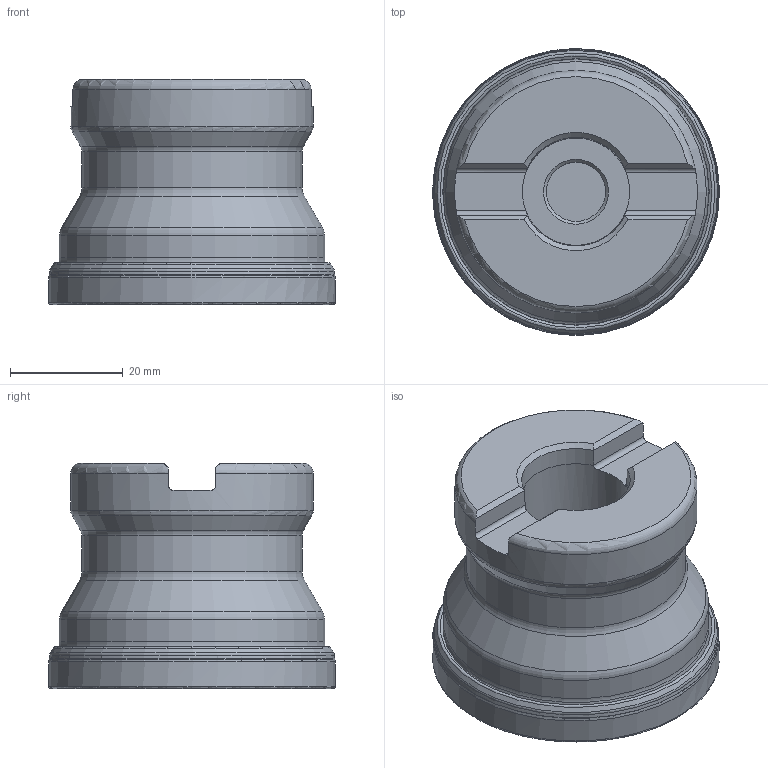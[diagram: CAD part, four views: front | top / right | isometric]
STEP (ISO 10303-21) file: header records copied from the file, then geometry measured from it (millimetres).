
FILE_DESCRIPTION(/* description */ (''),/* implementation_level */ '2;1');
FILE_NAME(/* name */ '17001181.stp',/* time_stamp */ '2024-04-24T14:03:03+09:00',/* author */ (''),/* organization */ (''),/* preprocessor_version */ 'ST-DEVELOPER v16',/* originating_system */ 'SIEMENS PLM Software NX 10.0',/* authorisation */ '');
FILE_SCHEMA (('AP203_CONFIGURATION_CONTROLLED_3D_DESIGN_OF_MECHANICAL_PARTS_AND_ASSEMBLIES_MIM_LF { 1 0 10303 403 2 1 2}'));
Length unit declared in the file: millimetre
Products named in the file (1): 102246548C39fkhm
Bounding box: 50.8 x 50.8 x 39.88 mm (x, y, z)
Volume: 53291.7 mm3; surface area: 16212 mm2
Topology: 2 solids, 2 shells, 75 faces, 215 edges, 165 vertices
Faces by surface type: revolution 19, plane 18, torus 16, cone 11, cylinder 11
Full cylindrical faces by diameter (mm): 10.5 x1, 16 x1, 19.05 x1, 20.05 x1, 39.002 x1, 43.002 x1, 47 x1
Entity records: 2395 total; most frequent: CARTESIAN_POINT 831, DIRECTION 292, ORIENTED_EDGE 234, EDGE_LOOP 126, AXIS2_PLACEMENT_3D 124, EDGE_CURVE 117, FACE_BOUND 102, VERTEX_POINT 95
